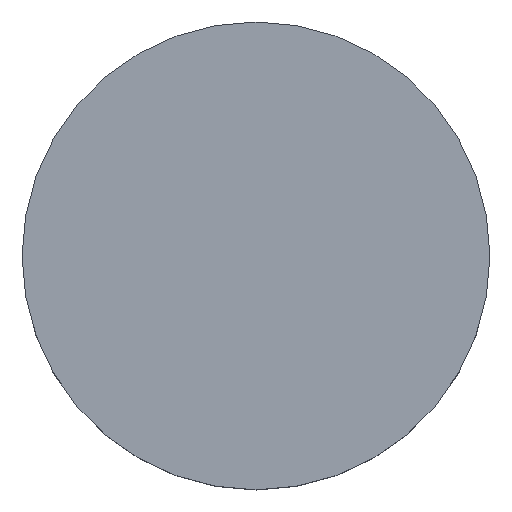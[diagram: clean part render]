
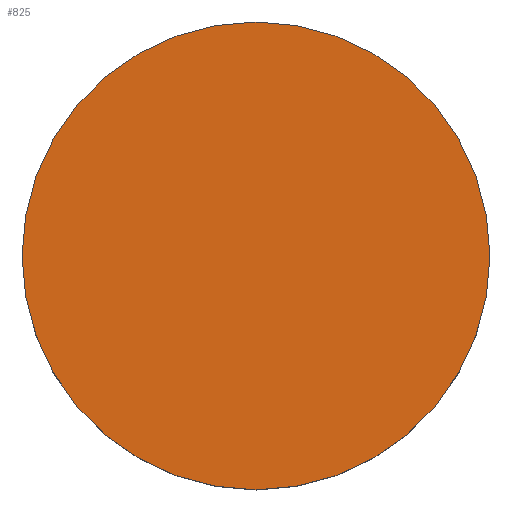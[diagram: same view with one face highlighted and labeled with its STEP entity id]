
A CAD part, top view. The second image highlights one B-rep face of the part: STEP entity #825.
In plain terms, the highlighted planar face has unit normal (0, 0, 1).
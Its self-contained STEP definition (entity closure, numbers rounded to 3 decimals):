
#15 = DIRECTION ( 'NONE',  ( 0., 1., 0. ) ) ;
#103 = FACE_OUTER_BOUND ( 'NONE', #363, .T. ) ;
#130 = EDGE_CURVE ( 'NONE', #782, #517, #531, .T. ) ;
#147 = CIRCLE ( 'NONE', #930, 12.5 ) ;
#168 = DIRECTION ( 'NONE',  ( 0., 0., -1. ) ) ;
#185 = CARTESIAN_POINT ( 'NONE',  ( 0., -12.5, 9.86 ) ) ;
#242 = EDGE_CURVE ( 'NONE', #517, #782, #147, .T. ) ;
#363 = EDGE_LOOP ( 'NONE', ( #535, #593 ) ) ;
#397 = CARTESIAN_POINT ( 'NONE',  ( 0., 0., 9.86 ) ) ;
#514 = CARTESIAN_POINT ( 'NONE',  ( 0., 12.5, 9.86 ) ) ;
#517 = VERTEX_POINT ( 'NONE', #185 ) ;
#531 = CIRCLE ( 'NONE', #688, 12.5 ) ;
#535 = ORIENTED_EDGE ( 'NONE', *, *, #130, .F. ) ;
#564 = AXIS2_PLACEMENT_3D ( 'NONE', #690, #597, #928 ) ;
#593 = ORIENTED_EDGE ( 'NONE', *, *, #242, .F. ) ;
#597 = DIRECTION ( 'NONE',  ( 0., 0., 1. ) ) ;
#688 = AXIS2_PLACEMENT_3D ( 'NONE', #397, #731, #1064 ) ;
#690 = CARTESIAN_POINT ( 'NONE',  ( 0., 0., 9.86 ) ) ;
#731 = DIRECTION ( 'NONE',  ( 0., 0., -1. ) ) ;
#749 = PLANE ( 'NONE',  #564 ) ;
#782 = VERTEX_POINT ( 'NONE', #514 ) ;
#825 = ADVANCED_FACE ( 'NONE', ( #103 ), #749, .T. ) ;
#928 = DIRECTION ( 'NONE',  ( 1., 0., 0. ) ) ;
#930 = AXIS2_PLACEMENT_3D ( 'NONE', #997, #168, #15 ) ;
#997 = CARTESIAN_POINT ( 'NONE',  ( 0., 0., 9.86 ) ) ;
#1064 = DIRECTION ( 'NONE',  ( 0., 1., 0. ) ) ;
